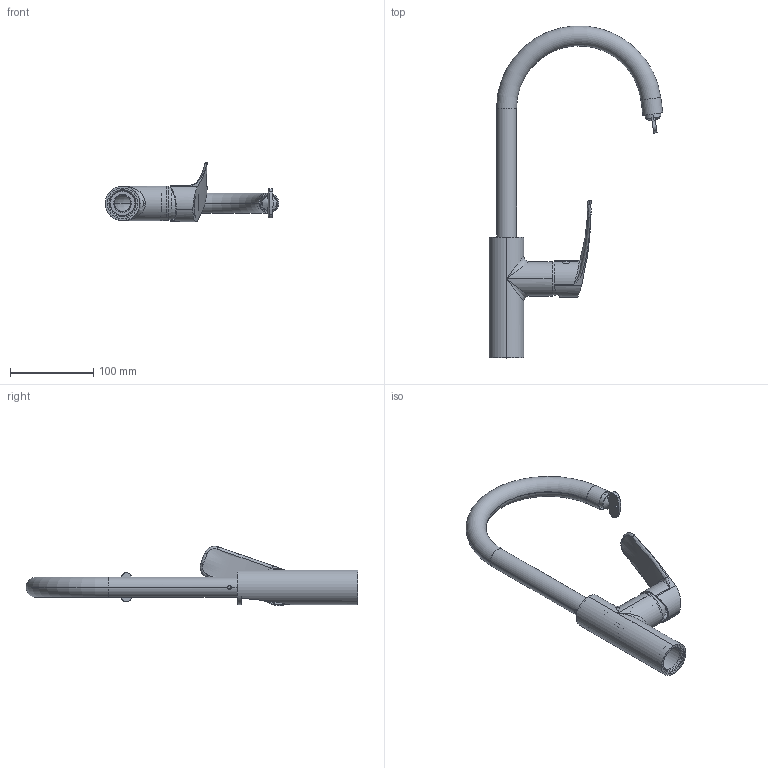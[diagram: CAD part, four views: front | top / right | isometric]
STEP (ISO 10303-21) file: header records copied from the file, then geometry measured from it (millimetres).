
FILE_DESCRIPTION (( 'STEP AP203' ), '1' );
FILE_NAME ('57EP03548.STEP', '2020-05-27T06:42:43', ( '' ), ( '' ), 'SwSTEP 2.0', 'SolidWorks 2018', '' );
FILE_SCHEMA (( 'CONFIG_CONTROL_DESIGN' ));
Length unit declared in the file: millimetre
Products named in the file (1): 57EP03548
Bounding box: 208.34 x 398.53 x 71.24 mm (x, y, z)
Volume: 87176.7 mm3; surface area: 134062.3 mm2
Topology: 7 solids, 7 shells, 265 faces, 695 edges, 448 vertices
Faces by surface type: plane 105, cylinder 85, bspline 38, cone 23, torus 12, sphere 2
Entity records: 18044 total; most frequent: CARTESIAN_POINT 11940, ORIENTED_EDGE 1384, DIRECTION 1122, EDGE_CURVE 692, VERTEX_POINT 448, AXIS2_PLACEMENT_3D 438, EDGE_LOOP 288, ADVANCED_FACE 265
